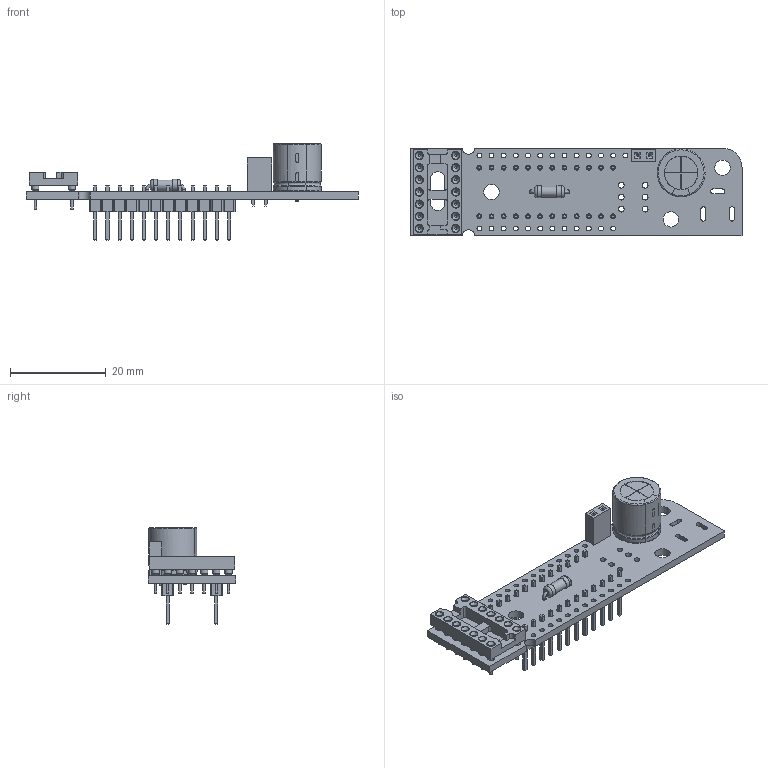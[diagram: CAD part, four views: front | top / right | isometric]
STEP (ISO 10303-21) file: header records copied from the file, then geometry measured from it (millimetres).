
FILE_DESCRIPTION(('KiCad electronic assembly'),'2;1');
FILE_NAME('ArtNetNode1.3.step','2019-12-29T12:02:30',('An Author'),( 'A Company'),'Open CASCADE STEP processor 6.9', 'KiCad to STEP converter','Unknown');
FILE_SCHEMA(('AUTOMOTIVE_DESIGN { 1 0 10303 214 1 1 1 1 }'));
Length unit declared in the file: millimetre
Products named in the file (12): Open CASCADE STEP translator 6.9 1; PinSocket_1x02_P2.54mm_Vertical; SOLID; PinHeader_1x12_P2.54mm_Vertical; CP_Radial_D10.0mm_P5.00mm; R_Axial_DIN0207_L6.3mm_D2.5mm_P7.62mm_Horizontal; DIP-14_W7.62mm_Socket; COMPOUND
Assembly tree (12 placements, depth 3):
  Open CASCADE STEP translator 6.9 1
    PinSocket_1x02_P2.54mm_Vertical
      SOLID
    PinHeader_1x12_P2.54mm_Vertical  x2
      SOLID
    CP_Radial_D10.0mm_P5.00mm
      SOLID
    R_Axial_DIN0207_L6.3mm_D2.5mm_P7.62mm_Horizontal
      SOLID
    DIP-14_W7.62mm_Socket
      SOLID
    COMPOUND
Bounding box: 69.34 x 18.29 x 20.24 mm (x, y, z)
Volume: 3545.7 mm3; surface area: 5792 mm2
Topology: 7 solids, 8 shells, 1030 faces, 2416 edges, 1531 vertices
Faces by surface type: plane 798, cylinder 175, cone 42, torus 6, bspline 5, revolution 4
Full cylindrical faces by diameter (mm): 0.508 x28, 0.6 x2, 0.7 x2, 0.8 x16, 1 x52, 1.2 x6, 1.524 x14, 1.724 x14, 2.25 x1, 2.5 x2, 3.2 x3
Entity records: 51443 total; most frequent: CARTESIAN_POINT 11422, DIRECTION 6698, LINE 4262, VECTOR 4262, ORIENTED_EDGE 3428, PCURVE 3428, DEFINITIONAL_REPRESENTATION 3428, EDGE_CURVE 1714
